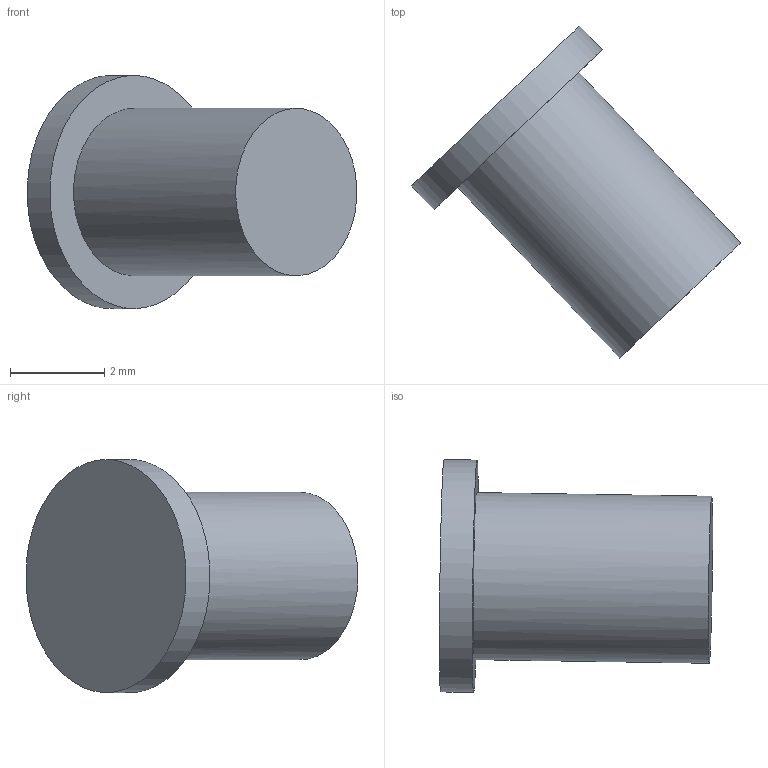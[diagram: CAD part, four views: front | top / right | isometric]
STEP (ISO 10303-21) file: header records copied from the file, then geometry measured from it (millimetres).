
FILE_DESCRIPTION(/* description */ (''),/* implementation_level */ '2;1');
FILE_NAME(/* name */ 'tacticleSwitch.step',/* time_stamp */ '2021-12-13T18:34:36+03:00',/* author */ (''),/* organization */ (''),/* preprocessor_version */ 'ST-DEVELOPER v18.1',/* originating_system */ 'Autodesk Translation Framework v10.10.0.1391',/* authorisation */ '');
FILE_SCHEMA (('AUTOMOTIVE_DESIGN { 1 0 10303 214 3 1 1 }'));
Length unit declared in the file: millimetre
Products named in the file (1): tacticleSwitch
Bounding box: 7 x 7.06 x 4.95 mm (x, y, z)
Volume: 63.1 mm3; surface area: 105.1 mm2
Topology: 1 solids, 1 shells, 5 faces, 6 edges, 4 vertices
Faces by surface type: plane 3, bspline 2
Entity records: 221 total; most frequent: CARTESIAN_POINT 106, DIRECTION 14, ORIENTED_EDGE 12, EDGE_LOOP 6, EDGE_CURVE 6, AXIS2_PLACEMENT_3D 6, FACE_OUTER_BOUND 5, ADVANCED_FACE 5
